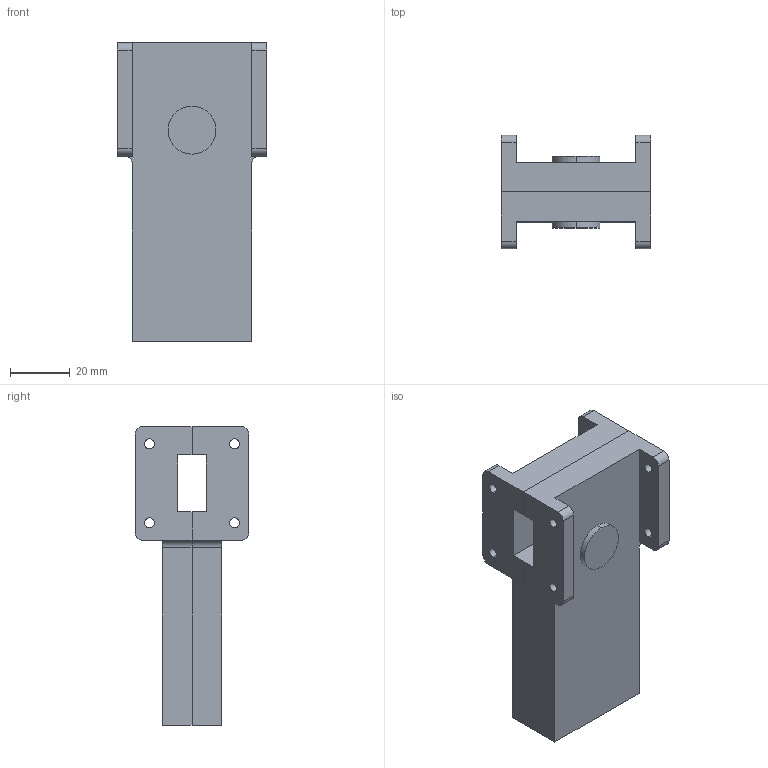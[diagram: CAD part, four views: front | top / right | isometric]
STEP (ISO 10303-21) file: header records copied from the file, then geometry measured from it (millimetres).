
FILE_DESCRIPTION (( 'STEP AP214' ), '1' );
FILE_NAME ('FM-W75IR001_3D.step', '2023-03-08T20:49:12', ( '' ), ( '' ), 'SwSTEP 2.0', 'SolidWorks 2022', '' );
FILE_SCHEMA (( 'AUTOMOTIVE_DESIGN' ));
Length unit declared in the file: inch
Products named in the file (1): FM-W75IR001_3D
Bounding box: 50 x 38 x 100 mm (x, y, z)
Volume: 81950.8 mm3; surface area: 21956.8 mm2
Topology: 1 solids, 1 shells, 68 faces, 188 edges, 122 vertices
Faces by surface type: plane 36, cylinder 32
Entity records: 2458 total; most frequent: DIRECTION 388, CARTESIAN_POINT 379, ORIENTED_EDGE 376, EDGE_CURVE 188, AXIS2_PLACEMENT_3D 131, VECTOR 126, LINE 126, VERTEX_POINT 122
